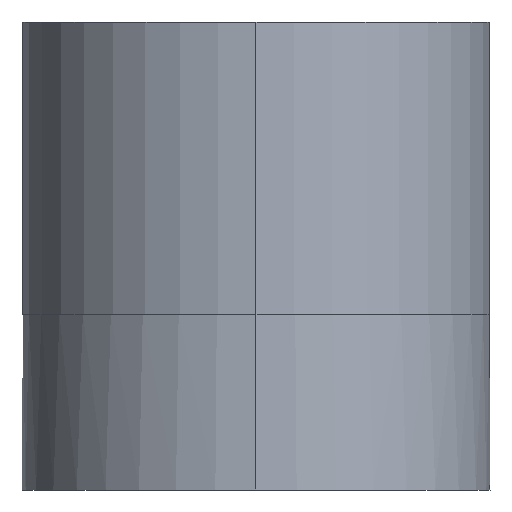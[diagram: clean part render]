
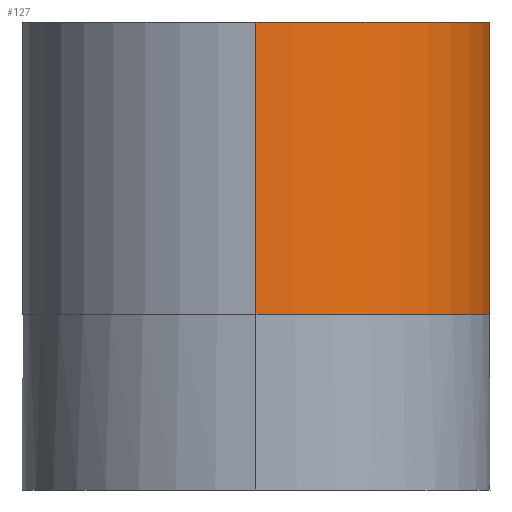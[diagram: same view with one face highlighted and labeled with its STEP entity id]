
A CAD part, left-side view. The second image highlights one B-rep face of the part: STEP entity #127.
In plain terms, the highlighted cylindrical face has radius 2 mm (diameter 4 mm), a partial arc.
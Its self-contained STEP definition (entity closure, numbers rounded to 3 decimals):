
#11 = CYLINDRICAL_SURFACE ( 'NONE', #100, 2. ) ;
#25 = CARTESIAN_POINT ( 'NONE',  ( -3.25, -0.968, 1.5 ) ) ;
#35 = DIRECTION ( 'NONE',  ( 0., 0., -1. ) ) ;
#54 = ORIENTED_EDGE ( 'NONE', *, *, #141, .T. ) ;
#80 = CARTESIAN_POINT ( 'NONE',  ( -3.25, -0.968, 4. ) ) ;
#98 = CARTESIAN_POINT ( 'NONE',  ( -5., 0., 1.5 ) ) ;
#100 = AXIS2_PLACEMENT_3D ( 'NONE', #214, #250, #421 ) ;
#110 = CARTESIAN_POINT ( 'NONE',  ( -5., 0., 4. ) ) ;
#125 = CARTESIAN_POINT ( 'NONE',  ( -7., 0., 4. ) ) ;
#127 = ADVANCED_FACE ( 'NONE', ( #509 ), #11, .T. ) ;
#141 = EDGE_CURVE ( 'NONE', #429, #193, #296, .T. ) ;
#148 = CARTESIAN_POINT ( 'NONE',  ( -7., 0., 1.5 ) ) ;
#168 = DIRECTION ( 'NONE',  ( 0., 0., 1. ) ) ;
#191 = DIRECTION ( 'NONE',  ( 1., 0., 0. ) ) ;
#193 = VERTEX_POINT ( 'NONE', #25 ) ;
#214 = CARTESIAN_POINT ( 'NONE',  ( -5., 0., 4. ) ) ;
#233 = CARTESIAN_POINT ( 'NONE',  ( -3.25, -0.968, 4. ) ) ;
#236 = CARTESIAN_POINT ( 'NONE',  ( -7., 0., 4. ) ) ;
#240 = EDGE_CURVE ( 'NONE', #349, #423, #302, .T. ) ;
#245 = DIRECTION ( 'NONE',  ( 0., 0., -1. ) ) ;
#250 = DIRECTION ( 'NONE',  ( 0., 0., -1. ) ) ;
#283 = ORIENTED_EDGE ( 'NONE', *, *, #240, .F. ) ;
#285 = AXIS2_PLACEMENT_3D ( 'NONE', #98, #168, #327 ) ;
#296 = CIRCLE ( 'NONE', #285, 2. ) ;
#302 = CIRCLE ( 'NONE', #372, 2. ) ;
#317 = EDGE_CURVE ( 'NONE', #423, #193, #396, .T. ) ;
#320 = VECTOR ( 'NONE', #35, 1000. ) ;
#327 = DIRECTION ( 'NONE',  ( 1., 0., 0. ) ) ;
#349 = VERTEX_POINT ( 'NONE', #236 ) ;
#368 = ORIENTED_EDGE ( 'NONE', *, *, #317, .F. ) ;
#372 = AXIS2_PLACEMENT_3D ( 'NONE', #110, #393, #191 ) ;
#393 = DIRECTION ( 'NONE',  ( 0., 0., 1. ) ) ;
#396 = LINE ( 'NONE', #80, #320 ) ;
#410 = VECTOR ( 'NONE', #245, 1000. ) ;
#421 = DIRECTION ( 'NONE',  ( -1., 0., 0. ) ) ;
#423 = VERTEX_POINT ( 'NONE', #233 ) ;
#429 = VERTEX_POINT ( 'NONE', #148 ) ;
#461 = EDGE_LOOP ( 'NONE', ( #283, #504, #54, #368 ) ) ;
#495 = LINE ( 'NONE', #125, #410 ) ;
#504 = ORIENTED_EDGE ( 'NONE', *, *, #510, .T. ) ;
#509 = FACE_OUTER_BOUND ( 'NONE', #461, .T. ) ;
#510 = EDGE_CURVE ( 'NONE', #349, #429, #495, .T. ) ;
